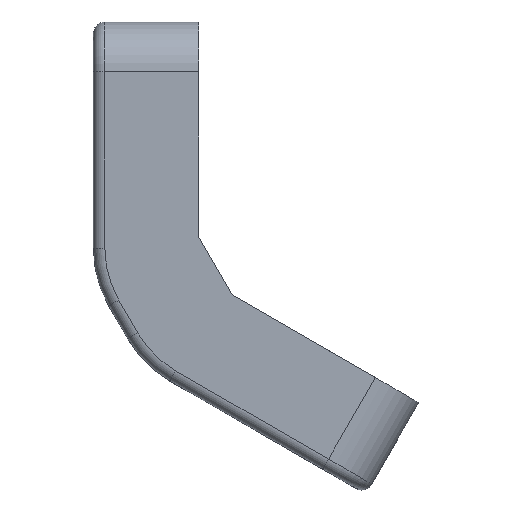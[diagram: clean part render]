
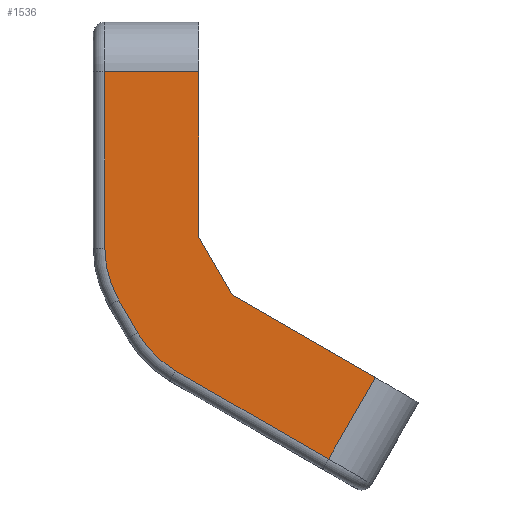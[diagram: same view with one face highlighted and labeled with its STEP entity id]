
A CAD part, top view. The second image highlights one B-rep face of the part: STEP entity #1536.
In plain terms, the highlighted planar face has unit normal (0, 0, 1).
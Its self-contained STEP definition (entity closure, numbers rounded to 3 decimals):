
#25 = VERTEX_POINT ( 'NONE', #1034 ) ;
#53 = VERTEX_POINT ( 'NONE', #1820 ) ;
#65 = VECTOR ( 'NONE', #823, 1000. ) ;
#73 = LINE ( 'NONE', #399, #1961 ) ;
#104 = VECTOR ( 'NONE', #1084, 1000. ) ;
#132 = CARTESIAN_POINT ( 'NONE',  ( 0.745, 1.446, 2.5 ) ) ;
#134 = VECTOR ( 'NONE', #369, 1000. ) ;
#154 = CARTESIAN_POINT ( 'NONE',  ( 4.601, -1.068, 2.5 ) ) ;
#158 = CARTESIAN_POINT ( 'NONE',  ( -2.45, 6.9, 2.5 ) ) ;
#229 = CARTESIAN_POINT ( 'NONE',  ( -0.605, -0.892, 2.5 ) ) ;
#242 = VECTOR ( 'NONE', #1181, 1000. ) ;
#322 = EDGE_CURVE ( 'NONE', #502, #984, #583, .T. ) ;
#323 = DIRECTION ( 'NONE',  ( -1., 0., 0. ) ) ;
#358 = PLANE ( 'NONE',  #382 ) ;
#359 = VERTEX_POINT ( 'NONE', #1193 ) ;
#365 = CARTESIAN_POINT ( 'NONE',  ( -2.45, -3.291, 2.5 ) ) ;
#369 = DIRECTION ( 'NONE',  ( -0.866, 0.5, 0. ) ) ;
#382 = AXIS2_PLACEMENT_3D ( 'NONE', #365, #1684, #560 ) ;
#399 = CARTESIAN_POINT ( 'NONE',  ( 0., -3.291, 2.5 ) ) ;
#401 = AXIS2_PLACEMENT_3D ( 'NONE', #2235, #1109, #2420 ) ;
#485 = DIRECTION ( 'NONE',  ( -1., 0., 0. ) ) ;
#502 = VERTEX_POINT ( 'NONE', #158 ) ;
#545 = ORIENTED_EDGE ( 'NONE', *, *, #782, .F. ) ;
#560 = DIRECTION ( 'NONE',  ( 1., 0., 0. ) ) ;
#565 = CARTESIAN_POINT ( 'NONE',  ( 0., 6.9, 2.5 ) ) ;
#579 = EDGE_CURVE ( 'NONE', #1361, #2052, #639, .T. ) ;
#583 = LINE ( 'NONE', #1001, #65 ) ;
#601 = VERTEX_POINT ( 'NONE', #565 ) ;
#613 = LINE ( 'NONE', #2210, #104 ) ;
#625 = ORIENTED_EDGE ( 'NONE', *, *, #1829, .T. ) ;
#639 = LINE ( 'NONE', #935, #134 ) ;
#747 = EDGE_CURVE ( 'NONE', #1630, #25, #1313, .T. ) ;
#782 = EDGE_CURVE ( 'NONE', #2416, #2052, #1693, .T. ) ;
#823 = DIRECTION ( 'NONE',  ( 0., -1., 0. ) ) ;
#835 = ORIENTED_EDGE ( 'NONE', *, *, #322, .T. ) ;
#870 = DIRECTION ( 'NONE',  ( 0.5, 0.866, 0. ) ) ;
#882 = EDGE_CURVE ( 'NONE', #601, #502, #1589, .T. ) ;
#935 = CARTESIAN_POINT ( 'NONE',  ( 4.601, -1.068, 2.5 ) ) ;
#951 = AXIS2_PLACEMENT_3D ( 'NONE', #132, #1449, #323 ) ;
#971 = LINE ( 'NONE', #1615, #2412 ) ;
#984 = VERTEX_POINT ( 'NONE', #2196 ) ;
#1001 = CARTESIAN_POINT ( 'NONE',  ( -2.45, -3.291, 2.5 ) ) ;
#1034 = CARTESIAN_POINT ( 'NONE',  ( 3.376, -3.19, 2.5 ) ) ;
#1084 = DIRECTION ( 'NONE',  ( 0.5, -0.866, 0. ) ) ;
#1097 = VECTOR ( 'NONE', #485, 1000. ) ;
#1109 = DIRECTION ( 'NONE',  ( 0., 0., 1. ) ) ;
#1181 = DIRECTION ( 'NONE',  ( 0.866, -0.5, 0. ) ) ;
#1189 = CARTESIAN_POINT ( 'NONE',  ( 0.866, 1.088, 2.5 ) ) ;
#1193 = CARTESIAN_POINT ( 'NONE',  ( -1.593, 0.096, 2.5 ) ) ;
#1252 = ORIENTED_EDGE ( 'NONE', *, *, #1373, .T. ) ;
#1260 = ORIENTED_EDGE ( 'NONE', *, *, #882, .T. ) ;
#1288 = EDGE_CURVE ( 'NONE', #359, #1630, #2205, .T. ) ;
#1313 = LINE ( 'NONE', #229, #242 ) ;
#1331 = ORIENTED_EDGE ( 'NONE', *, *, #579, .T. ) ;
#1361 = VERTEX_POINT ( 'NONE', #154 ) ;
#1373 = EDGE_CURVE ( 'NONE', #53, #359, #613, .T. ) ;
#1376 = DIRECTION ( 'NONE',  ( 0.5, -0.866, 0. ) ) ;
#1405 = CIRCLE ( 'NONE', #401, 2.7 ) ;
#1449 = DIRECTION ( 'NONE',  ( 0., 0., 1. ) ) ;
#1512 = CARTESIAN_POINT ( 'NONE',  ( -0.605, -0.892, 2.5 ) ) ;
#1534 = ORIENTED_EDGE ( 'NONE', *, *, #1288, .T. ) ;
#1536 = ADVANCED_FACE ( 'NONE', ( #2252 ), #358, .T. ) ;
#1589 = LINE ( 'NONE', #1978, #1097 ) ;
#1615 = CARTESIAN_POINT ( 'NONE',  ( 3.376, -3.19, 2.5 ) ) ;
#1630 = VERTEX_POINT ( 'NONE', #1512 ) ;
#1684 = DIRECTION ( 'NONE',  ( 0., 0., 1. ) ) ;
#1687 = ORIENTED_EDGE ( 'NONE', *, *, #747, .T. ) ;
#1693 = LINE ( 'NONE', #1189, #2195 ) ;
#1820 = CARTESIAN_POINT ( 'NONE',  ( -2.088, 0.954, 2.5 ) ) ;
#1829 = EDGE_CURVE ( 'NONE', #25, #1361, #971, .T. ) ;
#1856 = CARTESIAN_POINT ( 'NONE',  ( 0., 2.588, 2.5 ) ) ;
#1869 = EDGE_LOOP ( 'NONE', ( #1252, #1534, #1687, #625, #1331, #545, #2240, #1260, #835, #2037 ) ) ;
#1903 = CARTESIAN_POINT ( 'NONE',  ( 0.866, 1.088, 2.5 ) ) ;
#1961 = VECTOR ( 'NONE', #2272, 1000. ) ;
#1978 = CARTESIAN_POINT ( 'NONE',  ( -2.45, 6.9, 2.5 ) ) ;
#2008 = EDGE_CURVE ( 'NONE', #2416, #601, #73, .T. ) ;
#2037 = ORIENTED_EDGE ( 'NONE', *, *, #2428, .T. ) ;
#2052 = VERTEX_POINT ( 'NONE', #1903 ) ;
#2195 = VECTOR ( 'NONE', #1376, 1000. ) ;
#2196 = CARTESIAN_POINT ( 'NONE',  ( -2.45, 2.304, 2.5 ) ) ;
#2205 = CIRCLE ( 'NONE', #951, 2.7 ) ;
#2210 = CARTESIAN_POINT ( 'NONE',  ( -2.088, 0.954, 2.5 ) ) ;
#2235 = CARTESIAN_POINT ( 'NONE',  ( 0.25, 2.304, 2.5 ) ) ;
#2240 = ORIENTED_EDGE ( 'NONE', *, *, #2008, .T. ) ;
#2252 = FACE_OUTER_BOUND ( 'NONE', #1869, .T. ) ;
#2272 = DIRECTION ( 'NONE',  ( 0., 1., 0. ) ) ;
#2412 = VECTOR ( 'NONE', #870, 1000. ) ;
#2416 = VERTEX_POINT ( 'NONE', #1856 ) ;
#2420 = DIRECTION ( 'NONE',  ( 1., 0., 0. ) ) ;
#2428 = EDGE_CURVE ( 'NONE', #984, #53, #1405, .T. ) ;
